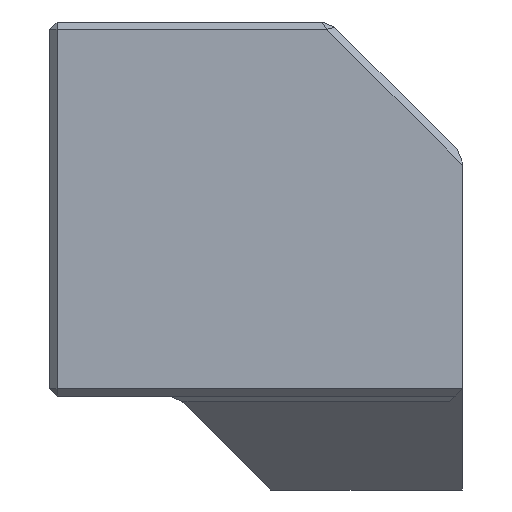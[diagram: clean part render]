
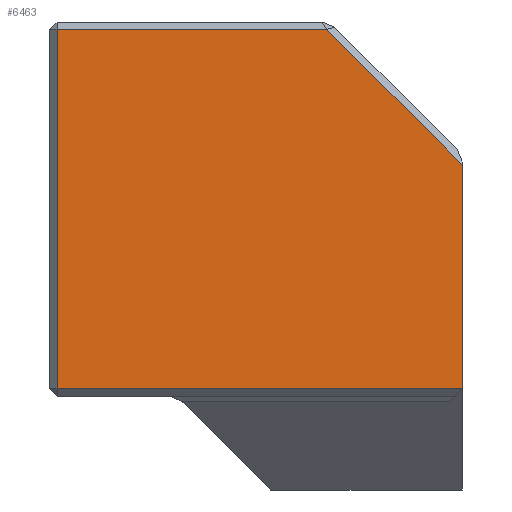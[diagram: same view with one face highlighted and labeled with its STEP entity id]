
A CAD part, left-side view. The second image highlights one B-rep face of the part: STEP entity #6463.
In plain terms, the highlighted planar face has unit normal (-1, 0, 0).
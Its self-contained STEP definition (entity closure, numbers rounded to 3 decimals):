
#117=PLANE('',#6867);
#471=FACE_OUTER_BOUND('',#839,.T.);
#839=EDGE_LOOP('',(#5670,#5671,#5672,#5673,#5674));
#1787=LINE('',#23702,#2189);
#1797=LINE('',#23720,#2199);
#1801=LINE('',#23727,#2203);
#1808=LINE('',#23741,#2210);
#1835=LINE('',#23782,#2237);
#2189=VECTOR('',#7899,10.);
#2199=VECTOR('',#7919,10.);
#2203=VECTOR('',#7927,10.);
#2210=VECTOR('',#7946,10.);
#2237=VECTOR('',#7999,10.);
#2861=VERTEX_POINT('',#23666);
#2868=VERTEX_POINT('',#23696);
#2871=VERTEX_POINT('',#23715);
#2872=VERTEX_POINT('',#23719);
#2874=VERTEX_POINT('',#23740);
#3799=EDGE_CURVE('',#2868,#2861,#1787,.T.);
#3809=EDGE_CURVE('',#2872,#2871,#1797,.T.);
#3813=EDGE_CURVE('',#2871,#2868,#1801,.T.);
#3820=EDGE_CURVE('',#2861,#2874,#1808,.T.);
#3847=EDGE_CURVE('',#2872,#2874,#1835,.T.);
#5670=ORIENTED_EDGE('',*,*,#3809,.F.);
#5671=ORIENTED_EDGE('',*,*,#3847,.T.);
#5672=ORIENTED_EDGE('',*,*,#3820,.F.);
#5673=ORIENTED_EDGE('',*,*,#3799,.F.);
#5674=ORIENTED_EDGE('',*,*,#3813,.F.);
#6463=ADVANCED_FACE('',(#471),#117,.T.);
#6867=AXIS2_PLACEMENT_3D('',#24472,#8037,#8038);
#7899=DIRECTION('',(0.,-1.,0.));
#7919=DIRECTION('',(0.,1.,0.));
#7927=DIRECTION('',(0.,0.,1.));
#7946=DIRECTION('',(0.,-0.707,-0.707));
#7999=DIRECTION('',(0.,0.,1.));
#8037=DIRECTION('center_axis',(-1.,0.,0.));
#8038=DIRECTION('ref_axis',(0.,0.,1.));
#23666=CARTESIAN_POINT('',(-25.,9.207,24.5));
#23696=CARTESIAN_POINT('',(-25.,27.5,24.5));
#23702=CARTESIAN_POINT('',(-25.,0.,24.5));
#23715=CARTESIAN_POINT('',(-25.,27.5,0.125));
#23719=CARTESIAN_POINT('',(-25.,0.,0.125));
#23720=CARTESIAN_POINT('',(-25.,0.,0.125));
#23727=CARTESIAN_POINT('',(-25.,27.5,5.969));
#23740=CARTESIAN_POINT('',(-25.,0.,15.293));
#23741=CARTESIAN_POINT('',(-25.,-1.49,13.803));
#23782=CARTESIAN_POINT('',(-25.,0.,6.));
#24472=CARTESIAN_POINT('Origin',(-25.,0.,-0.375));
